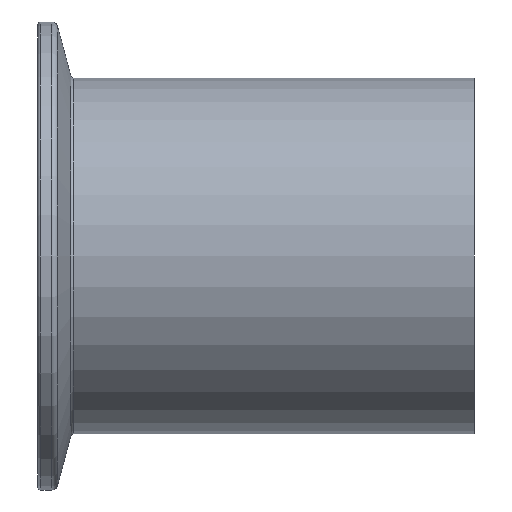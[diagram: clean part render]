
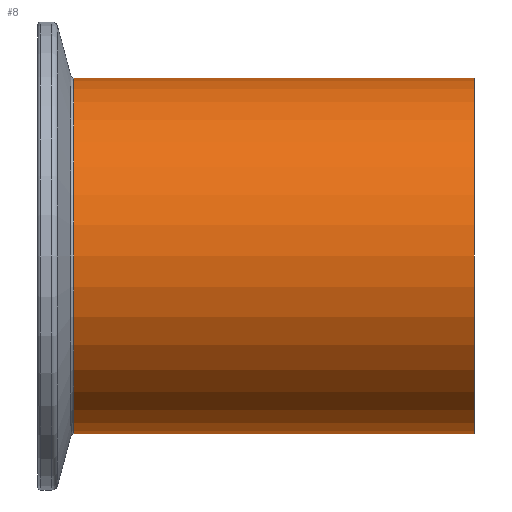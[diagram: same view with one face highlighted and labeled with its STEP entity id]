
A CAD part, front view. The second image highlights one B-rep face of the part: STEP entity #8.
In plain terms, the highlighted cylindrical face has radius 28.5 mm (diameter 57 mm), a partial arc.
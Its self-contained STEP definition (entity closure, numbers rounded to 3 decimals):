
#8 = ADVANCED_FACE ( 'NONE', ( #664 ), #294, .T. ) ;
#24 = ORIENTED_EDGE ( 'NONE', *, *, #183, .T. ) ;
#42 = CARTESIAN_POINT ( 'NONE',  ( 5.795, 0., 28.5 ) ) ;
#85 = EDGE_CURVE ( 'NONE', #654, #513, #395, .T. ) ;
#86 = CARTESIAN_POINT ( 'NONE',  ( -2.782, 0., 0. ) ) ;
#99 = CARTESIAN_POINT ( 'NONE',  ( 70., 0., 0. ) ) ;
#111 = ORIENTED_EDGE ( 'NONE', *, *, #235, .T. ) ;
#120 = CARTESIAN_POINT ( 'NONE',  ( -2.782, 0., -28.5 ) ) ;
#127 = DIRECTION ( 'NONE',  ( -1., 0., 0. ) ) ;
#183 = EDGE_CURVE ( 'NONE', #309, #513, #308, .T. ) ;
#207 = CARTESIAN_POINT ( 'NONE',  ( 5.795, 0., 0. ) ) ;
#208 = DIRECTION ( 'NONE',  ( 1., 0., 0. ) ) ;
#230 = CARTESIAN_POINT ( 'NONE',  ( 70., 0., 28.5 ) ) ;
#235 = EDGE_CURVE ( 'NONE', #654, #558, #490, .T. ) ;
#252 = DIRECTION ( 'NONE',  ( -1., 0., 0. ) ) ;
#258 = DIRECTION ( 'NONE',  ( 0., 0., 1. ) ) ;
#277 = CARTESIAN_POINT ( 'NONE',  ( 70., 0., -28.5 ) ) ;
#294 = CYLINDRICAL_SURFACE ( 'NONE', #653, 28.5 ) ;
#308 = CIRCLE ( 'NONE', #438, 28.5 ) ;
#309 = VERTEX_POINT ( 'NONE', #42 ) ;
#378 = DIRECTION ( 'NONE',  ( 0., 0., 1. ) ) ;
#392 = VECTOR ( 'NONE', #556, 1000. ) ;
#395 = LINE ( 'NONE', #120, #451 ) ;
#438 = AXIS2_PLACEMENT_3D ( 'NONE', #207, #208, #258 ) ;
#439 = DIRECTION ( 'NONE',  ( -1., 0., 0. ) ) ;
#449 = ORIENTED_EDGE ( 'NONE', *, *, #85, .F. ) ;
#451 = VECTOR ( 'NONE', #439, 1000. ) ;
#462 = EDGE_CURVE ( 'NONE', #558, #309, #527, .T. ) ;
#474 = ORIENTED_EDGE ( 'NONE', *, *, #462, .T. ) ;
#490 = CIRCLE ( 'NONE', #678, 28.5 ) ;
#513 = VERTEX_POINT ( 'NONE', #668 ) ;
#518 = CARTESIAN_POINT ( 'NONE',  ( -2.782, 0., 28.5 ) ) ;
#527 = LINE ( 'NONE', #518, #392 ) ;
#556 = DIRECTION ( 'NONE',  ( -1., 0., 0. ) ) ;
#558 = VERTEX_POINT ( 'NONE', #230 ) ;
#619 = DIRECTION ( 'NONE',  ( 0., 0., 1. ) ) ;
#653 = AXIS2_PLACEMENT_3D ( 'NONE', #86, #252, #619 ) ;
#654 = VERTEX_POINT ( 'NONE', #277 ) ;
#664 = FACE_OUTER_BOUND ( 'NONE', #666, .T. ) ;
#666 = EDGE_LOOP ( 'NONE', ( #449, #111, #474, #24 ) ) ;
#668 = CARTESIAN_POINT ( 'NONE',  ( 5.795, 0., -28.5 ) ) ;
#678 = AXIS2_PLACEMENT_3D ( 'NONE', #99, #127, #378 ) ;
